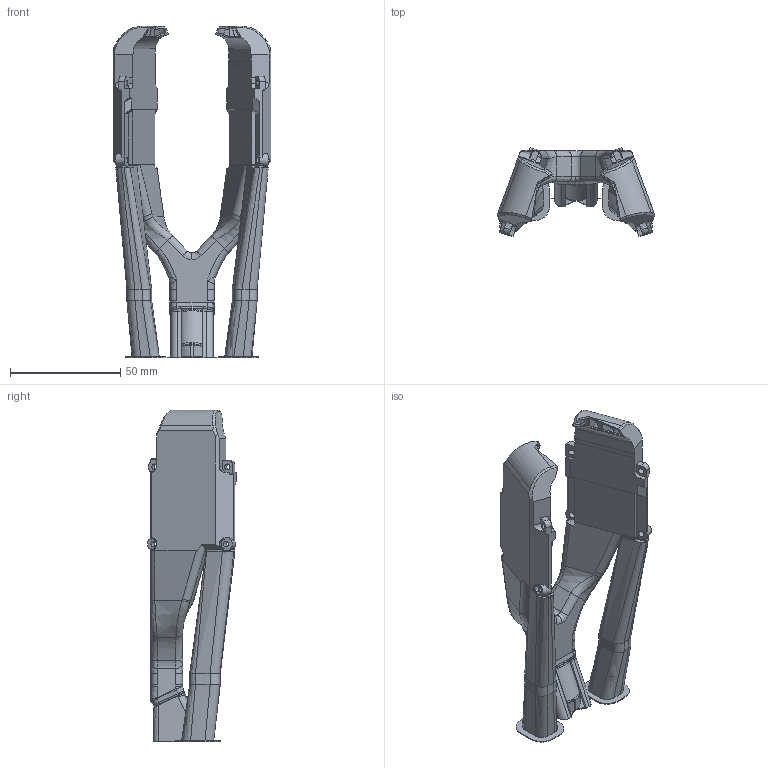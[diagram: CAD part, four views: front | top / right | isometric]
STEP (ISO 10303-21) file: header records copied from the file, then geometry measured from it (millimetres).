
FILE_DESCRIPTION(/* description */ ('XolPAP Ducts - UHF'),/* implementation_level */ '2;1');
FILE_NAME(/* name */ 'XolPAP_Ducts_HeatCore.step',/* time_stamp */ '2025-10-11T22:28:03+03:00',/* author */ (''),/* organization */ (''),/* preprocessor_version */ 'ST-DEVELOPER v20.1',/* originating_system */ 'Autodesk Translation Framework v14.17.0.0',/* authorisation */ '');
FILE_SCHEMA (('AUTOMOTIVE_DESIGN { 1 0 10303 214 3 1 1 }'));
Products named in the file (1): XolPAP Ducts - UHF
Bounding box: 71.68 x 40.4 x 150.75 mm (x, y, z)
Volume: 55014.8 mm3; surface area: 47625.8 mm2
Topology: 2 solids, 2 shells, 809 faces, 2239 edges, 1412 vertices
Faces by surface type: plane 380, bspline 258, cylinder 157, cone 8, torus 6
Full cylindrical faces by diameter (mm): 2.7 x8, 13 x1, 15 x1, 15.2 x1
Entity records: 46373 total; most frequent: CARTESIAN_POINT 27515, ORIENTED_EDGE 4460, DIRECTION 3118, EDGE_CURVE 2230, VERTEX_POINT 1412, LINE 1170, VECTOR 1170, AXIS2_PLACEMENT_3D 974
